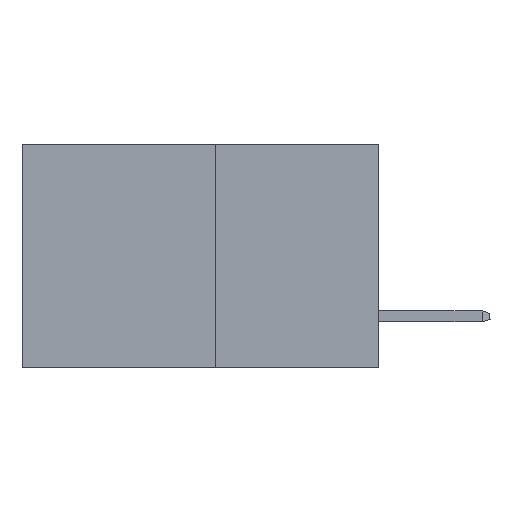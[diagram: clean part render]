
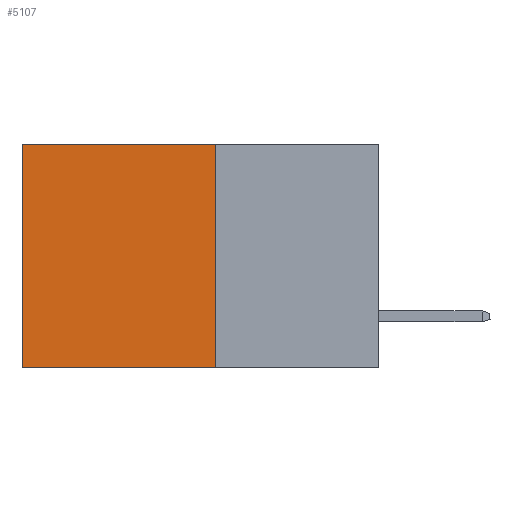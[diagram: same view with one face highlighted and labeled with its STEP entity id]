
A CAD part, left-side view. The second image highlights one B-rep face of the part: STEP entity #5107.
In plain terms, the highlighted planar face has unit normal (-1, 0, 0).
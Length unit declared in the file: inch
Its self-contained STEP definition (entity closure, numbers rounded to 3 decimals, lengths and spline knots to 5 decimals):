
#796 = EDGE_CURVE ( 'NONE', #12356, #10870, #3973, .T. ) ;
#1220 = VERTEX_POINT ( 'NONE', #7690 ) ;
#1812 = EDGE_CURVE ( 'NONE', #8906, #12356, #15983, .T. ) ;
#2289 = EDGE_CURVE ( 'NONE', #1220, #10870, #5044, .T. ) ;
#2722 = DIRECTION ( 'NONE',  ( 1., 0., 0. ) ) ;
#2796 = ORIENTED_EDGE ( 'NONE', *, *, #796, .T. ) ;
#3973 = LINE ( 'NONE', #13739, #11433 ) ;
#4155 = CARTESIAN_POINT ( 'NONE',  ( 0.277, 0.59, -0.37 ) ) ;
#4587 = VECTOR ( 'NONE', #14202, 39.37008 ) ;
#5044 = LINE ( 'NONE', #5944, #4587 ) ;
#5060 = VECTOR ( 'NONE', #6410, 39.37008 ) ;
#5107 = ADVANCED_FACE ( 'NONE', ( #15696 ), #6787, .F. ) ;
#5335 = CARTESIAN_POINT ( 'NONE',  ( 0.277, 0.27, 0. ) ) ;
#5768 = EDGE_LOOP ( 'NONE', ( #2796, #15546, #11620, #10515 ) ) ;
#5944 = CARTESIAN_POINT ( 'NONE',  ( 0.277, 0.27, -0.37 ) ) ;
#6410 = DIRECTION ( 'NONE',  ( 0., 1., 0. ) ) ;
#6730 = DIRECTION ( 'NONE',  ( 0., 0., -1. ) ) ;
#6787 = PLANE ( 'NONE',  #15569 ) ;
#7690 = CARTESIAN_POINT ( 'NONE',  ( 0.277, 0.27, -0.37 ) ) ;
#8879 = VECTOR ( 'NONE', #14095, 39.37008 ) ;
#8906 = VERTEX_POINT ( 'NONE', #5335 ) ;
#9581 = CARTESIAN_POINT ( 'NONE',  ( 0.277, 0.59, 0. ) ) ;
#10515 = ORIENTED_EDGE ( 'NONE', *, *, #1812, .T. ) ;
#10870 = VERTEX_POINT ( 'NONE', #4155 ) ;
#11433 = VECTOR ( 'NONE', #6730, 39.37008 ) ;
#11620 = ORIENTED_EDGE ( 'NONE', *, *, #11681, .F. ) ;
#11681 = EDGE_CURVE ( 'NONE', #8906, #1220, #16092, .T. ) ;
#12356 = VERTEX_POINT ( 'NONE', #9581 ) ;
#13739 = CARTESIAN_POINT ( 'NONE',  ( 0.277, 0.59, -0.37 ) ) ;
#14037 = CARTESIAN_POINT ( 'NONE',  ( 0.277, 0.27, -0.37 ) ) ;
#14095 = DIRECTION ( 'NONE',  ( 0., 0., -1. ) ) ;
#14202 = DIRECTION ( 'NONE',  ( 0., 1., 0. ) ) ;
#15546 = ORIENTED_EDGE ( 'NONE', *, *, #2289, .F. ) ;
#15569 = AXIS2_PLACEMENT_3D ( 'NONE', #17289, #2722, #16136 ) ;
#15696 = FACE_OUTER_BOUND ( 'NONE', #5768, .T. ) ;
#15983 = LINE ( 'NONE', #16019, #5060 ) ;
#16019 = CARTESIAN_POINT ( 'NONE',  ( 0.277, 0.27, 0. ) ) ;
#16092 = LINE ( 'NONE', #14037, #8879 ) ;
#16136 = DIRECTION ( 'NONE',  ( 0., 0., -1. ) ) ;
#17289 = CARTESIAN_POINT ( 'NONE',  ( 0.277, 0.27, -0.37 ) ) ;
